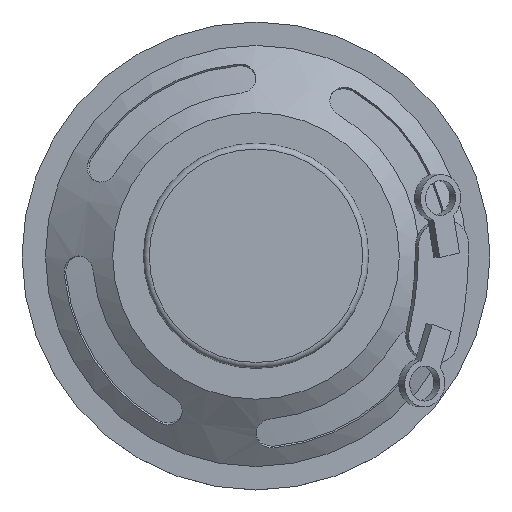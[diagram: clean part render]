
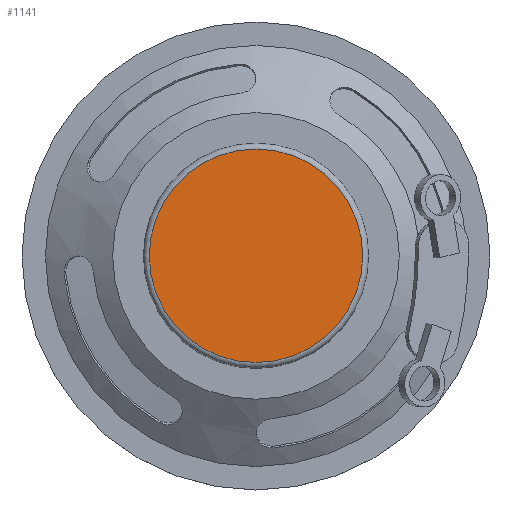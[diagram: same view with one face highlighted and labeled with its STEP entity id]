
A CAD part, top view. The second image highlights one B-rep face of the part: STEP entity #1141.
In plain terms, the highlighted planar face has unit normal (0, 0, 1).
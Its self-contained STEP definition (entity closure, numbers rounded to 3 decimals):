
#264=PLANE('',#1219);
#302=VERTEX_POINT('',#1598);
#409=CIRCLE('',#1215,9.125);
#474=EDGE_CURVE('',#302,#302,#409,.T.);
#621=ORIENTED_EDGE('',*,*,#474,.F.);
#907=EDGE_LOOP('',(#621));
#1025=FACE_BOUND('',#907,.T.);
#1141=ADVANCED_FACE('',(#1025),#264,.T.);
#1215=AXIS2_PLACEMENT_3D('',#1597,#1342,#1343);
#1219=AXIS2_PLACEMENT_3D('',#1604,#1350,$);
#1342=DIRECTION('',(0.,0.,-1.));
#1343=DIRECTION('',(-9.125,0.,0.));
#1350=DIRECTION('',(0.,0.,1.));
#1597=CARTESIAN_POINT('',(0.,0.,11.7));
#1598=CARTESIAN_POINT('',(9.125,0.,11.7));
#1604=CARTESIAN_POINT('',(0.,0.,11.7));
